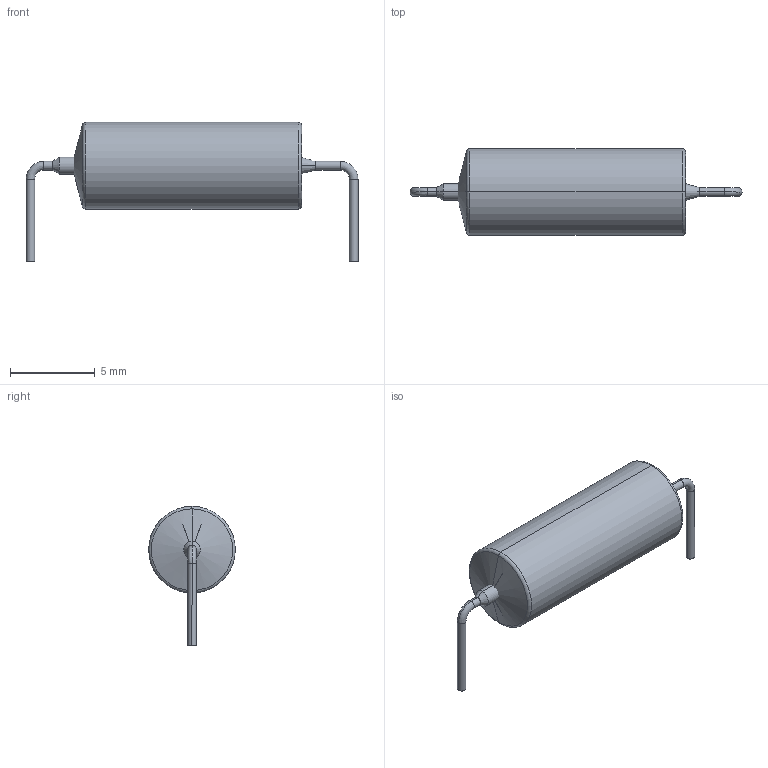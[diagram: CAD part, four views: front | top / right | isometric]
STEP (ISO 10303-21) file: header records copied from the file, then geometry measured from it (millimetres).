
FILE_DESCRIPTION((''),'2;1');
FILE_NAME('CAPPA1905-1549X511.stp','2013-10-10T09:57:31',(''),(''),'Mechanical Desktop 2011','Mechanical Desktop 2011',', , ');
FILE_SCHEMA(('AUTOMOTIVE_DESIGN { 1 2 10303 214 1 1 1 1 }'));
Length unit declared in the file: millimetre
Products named in the file (1): Product
Bounding box: 19.56 x 5.11 x 8.21 mm (x, y, z)
Volume: 273.7 mm3; surface area: 321.3 mm2
Topology: 6 solids, 6 shells, 37 faces, 64 edges, 37 vertices
Faces by surface type: plane 9, cylinder 8, bspline 8, cone 6, torus 6
Entity records: 1055 total; most frequent: CARTESIAN_POINT 299, DIRECTION 166, ORIENTED_EDGE 124, AXIS2_PLACEMENT_3D 74, EDGE_CURVE 62, CIRCLE 44, VERTEX_POINT 37, EDGE_LOOP 37
